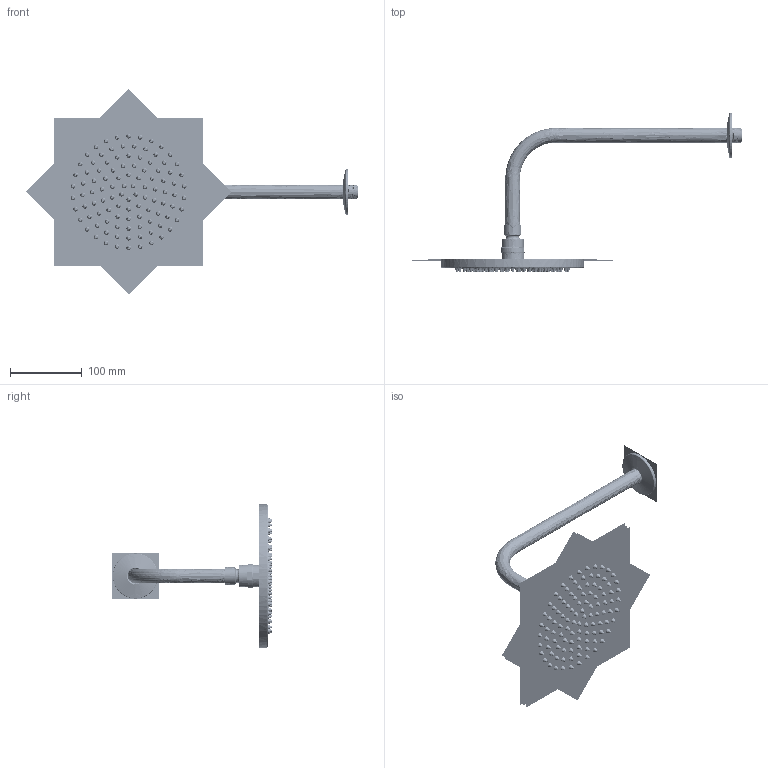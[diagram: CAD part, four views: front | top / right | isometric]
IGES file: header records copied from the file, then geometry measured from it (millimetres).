
Start section:  PTC IGES file: as58008-27-00_asm.igs
Global section: file name: as58008-27-00_asm.igs; native system: Creo Parametric by PTC Inc.; preprocessor: 2017170; author: yumeiying; organization: Unknown; date: 20191223.142032; units: millimetre
Bounding box: 463.97 x 223.84 x 286.92 mm (x, y, z)
Volume: 223119 mm3; surface area: 8476166.3 mm2
Topology: 32 solids, 69 shells, 12004 faces, 64563 edges, 83231 vertices
Faces by surface type: bspline 12004
